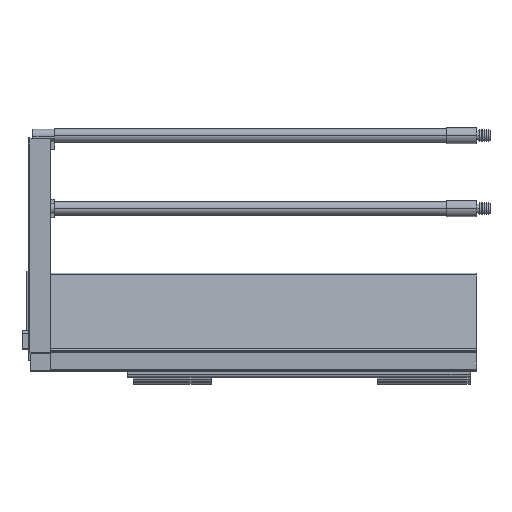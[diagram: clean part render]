
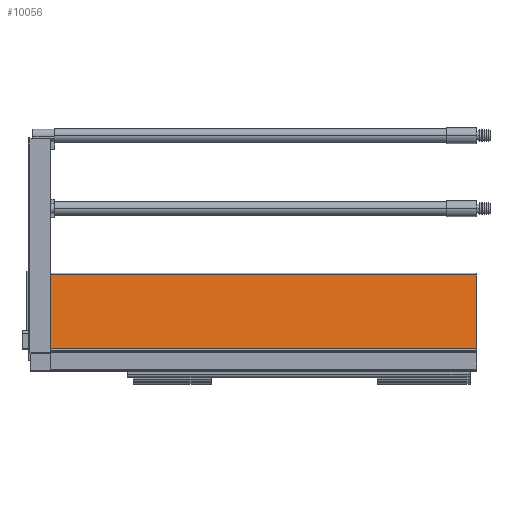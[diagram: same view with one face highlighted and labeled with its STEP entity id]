
A CAD part, top view. The second image highlights one B-rep face of the part: STEP entity #10056.
In plain terms, the highlighted planar face has unit normal (0, 0.139, 0.99).
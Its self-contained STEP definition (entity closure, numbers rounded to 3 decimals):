
#164 = CARTESIAN_POINT ( 'NONE',  ( -373.5, 10.222, 34.135 ) ) ;
#209 = LINE ( 'NONE', #4496, #5020 ) ;
#1015 = EDGE_CURVE ( 'NONE', #12702, #11616, #5811, .T. ) ;
#1448 = LINE ( 'NONE', #5724, #2862 ) ;
#2801 = CARTESIAN_POINT ( 'NONE',  ( 0., 75.024, 25.028 ) ) ;
#2861 = CARTESIAN_POINT ( 'NONE',  ( 0., 10.222, 34.135 ) ) ;
#2862 = VECTOR ( 'NONE', #13204, 1000. ) ;
#2990 = VECTOR ( 'NONE', #12853, 1000. ) ;
#3070 = EDGE_CURVE ( 'NONE', #13580, #8451, #8581, .T. ) ;
#3352 = CARTESIAN_POINT ( 'NONE',  ( -393., 75.024, 25.028 ) ) ;
#3571 = FACE_OUTER_BOUND ( 'NONE', #10091, .T. ) ;
#4496 = CARTESIAN_POINT ( 'NONE',  ( -393., 75.024, 25.028 ) ) ;
#4562 = AXIS2_PLACEMENT_3D ( 'NONE', #3352, #6858, #7833 ) ;
#4566 = DIRECTION ( 'NONE',  ( 1., 0., 0. ) ) ;
#5020 = VECTOR ( 'NONE', #4566, 1000. ) ;
#5724 = CARTESIAN_POINT ( 'NONE',  ( 0., 10.222, 34.135 ) ) ;
#5811 = LINE ( 'NONE', #2801, #10392 ) ;
#6670 = CARTESIAN_POINT ( 'NONE',  ( 0., 75.024, 25.028 ) ) ;
#6858 = DIRECTION ( 'NONE',  ( 0., 0.139, 0.99 ) ) ;
#7057 = DIRECTION ( 'NONE',  ( 0., -0.99, 0.139 ) ) ;
#7242 = CARTESIAN_POINT ( 'NONE',  ( -373.5, 75.024, 25.028 ) ) ;
#7833 = DIRECTION ( 'NONE',  ( 0., -0.99, 0.139 ) ) ;
#8451 = VERTEX_POINT ( 'NONE', #10872 ) ;
#8532 = ORIENTED_EDGE ( 'NONE', *, *, #11963, .T. ) ;
#8581 = LINE ( 'NONE', #7242, #2990 ) ;
#8948 = ORIENTED_EDGE ( 'NONE', *, *, #3070, .F. ) ;
#9334 = ORIENTED_EDGE ( 'NONE', *, *, #9578, .F. ) ;
#9578 = EDGE_CURVE ( 'NONE', #8451, #12702, #209, .T. ) ;
#9799 = PLANE ( 'NONE',  #4562 ) ;
#10056 = ADVANCED_FACE ( 'NONE', ( #3571 ), #9799, .T. ) ;
#10091 = EDGE_LOOP ( 'NONE', ( #8948, #8532, #11766, #9334 ) ) ;
#10392 = VECTOR ( 'NONE', #7057, 1000. ) ;
#10872 = CARTESIAN_POINT ( 'NONE',  ( -373.5, 75.024, 25.028 ) ) ;
#11616 = VERTEX_POINT ( 'NONE', #2861 ) ;
#11766 = ORIENTED_EDGE ( 'NONE', *, *, #1015, .F. ) ;
#11963 = EDGE_CURVE ( 'NONE', #13580, #11616, #1448, .T. ) ;
#12702 = VERTEX_POINT ( 'NONE', #6670 ) ;
#12853 = DIRECTION ( 'NONE',  ( 0., 0.99, -0.139 ) ) ;
#13204 = DIRECTION ( 'NONE',  ( 1., 0., 0. ) ) ;
#13580 = VERTEX_POINT ( 'NONE', #164 ) ;
